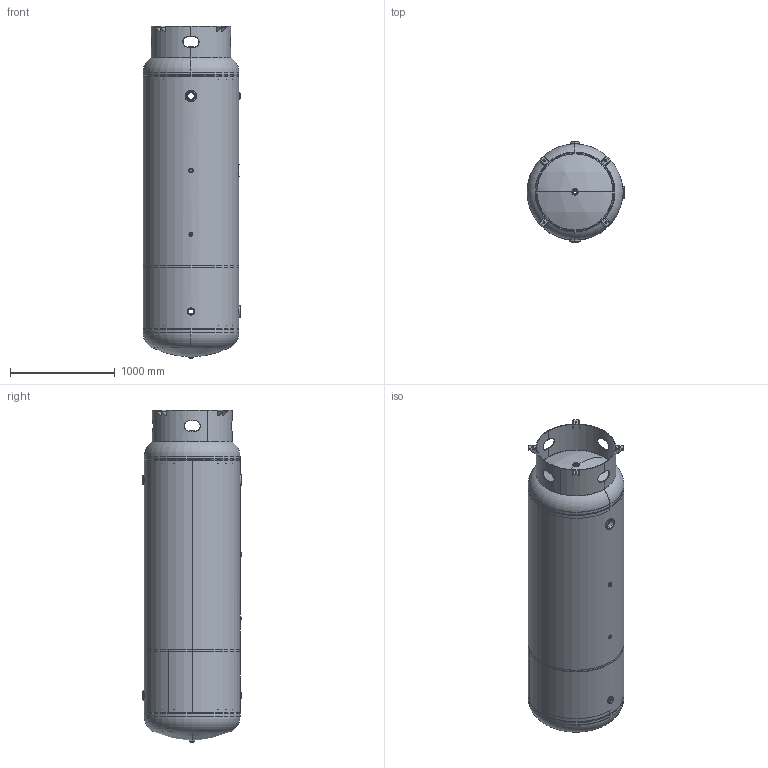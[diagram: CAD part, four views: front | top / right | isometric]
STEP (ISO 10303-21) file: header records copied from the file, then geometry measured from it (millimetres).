
FILE_DESCRIPTION (( 'STEP AP203' ), '1' );
FILE_NAME ('302437.STEP', '2012-02-14T19:01:43', ( '' ), ( '' ), 'SwSTEP 2.0', 'SolidWorks 2011', '' );
FILE_SCHEMA (( 'CONFIG_CONTROL_DESIGN' ));
Length unit declared in the file: inch
Products named in the file (1): 302437
Bounding box: 933.7 x 952.17 x 3169.41 mm (x, y, z)
Surface area: 19550280.4 mm2 (no closed solid volume)
Topology: 0 solids, 29 shells, 259 faces, 743 edges, 486 vertices
Faces by surface type: cylinder 92, plane 91, torus 58, bspline 10, sphere 8
Full cylindrical faces by diameter (mm): 905.713 x1, 914.4 x1
Entity records: 14712 total; most frequent: CARTESIAN_POINT 7823, DIRECTION 1527, ORIENTED_EDGE 1240, EDGE_CURVE 743, AXIS2_PLACEMENT_3D 610, VERTEX_POINT 486, CIRCLE 360, LINE 307
